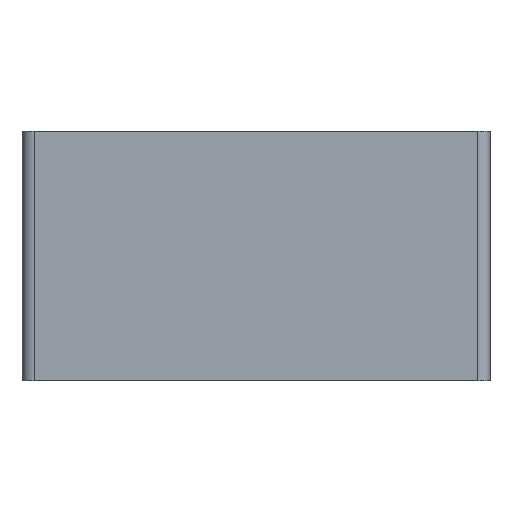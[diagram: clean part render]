
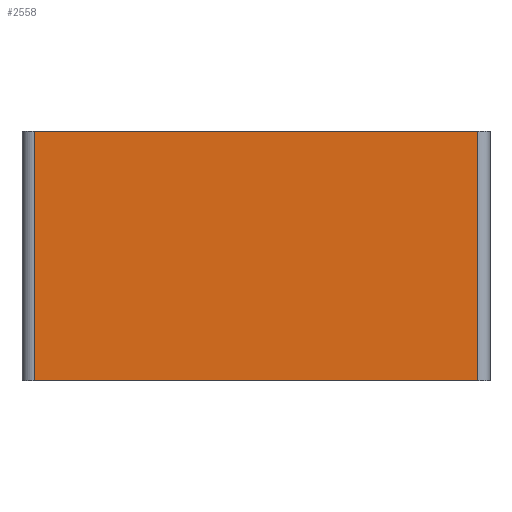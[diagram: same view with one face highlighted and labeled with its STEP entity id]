
A CAD part, left-side view. The second image highlights one B-rep face of the part: STEP entity #2558.
In plain terms, the highlighted planar face has unit normal (-1, 0, 0).
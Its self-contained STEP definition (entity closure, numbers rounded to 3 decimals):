
#1554 = PLANE('',#1555);
#1555 = AXIS2_PLACEMENT_3D('',#1556,#1557,#1558);
#1556 = CARTESIAN_POINT('',(-55.,-37.5,-1.3));
#1557 = DIRECTION('',(0.,0.,1.));
#1558 = DIRECTION('',(1.,0.,0.));
#2116 = EDGE_CURVE('',#2117,#2119,#2121,.T.);
#2117 = VERTEX_POINT('',#2118);
#2118 = CARTESIAN_POINT('',(-56.3,36.8,-1.3));
#2119 = VERTEX_POINT('',#2120);
#2120 = CARTESIAN_POINT('',(-56.3,-36.8,-1.3));
#2121 = SURFACE_CURVE('',#2122,(#2126,#2133),.PCURVE_S1.);
#2122 = LINE('',#2123,#2124);
#2123 = CARTESIAN_POINT('',(-56.3,-37.5,-1.3));
#2124 = VECTOR('',#2125,1.);
#2125 = DIRECTION('',(0.,-1.,0.));
#2126 = PCURVE('',#1554,#2127);
#2127 = DEFINITIONAL_REPRESENTATION('',(#2128),#2132);
#2128 = LINE('',#2129,#2130);
#2129 = CARTESIAN_POINT('',(-1.3,0.));
#2130 = VECTOR('',#2131,1.);
#2131 = DIRECTION('',(0.,-1.));
#2132 = ( GEOMETRIC_REPRESENTATION_CONTEXT(2) 
PARAMETRIC_REPRESENTATION_CONTEXT() REPRESENTATION_CONTEXT('2D SPACE',''
  ) );
#2133 = PCURVE('',#2134,#2139);
#2134 = PLANE('',#2135);
#2135 = AXIS2_PLACEMENT_3D('',#2136,#2137,#2138);
#2136 = CARTESIAN_POINT('',(-56.3,-37.5,0.));
#2137 = DIRECTION('',(1.,0.,0.));
#2138 = DIRECTION('',(0.,0.,1.));
#2139 = DEFINITIONAL_REPRESENTATION('',(#2140),#2144);
#2140 = LINE('',#2141,#2142);
#2141 = CARTESIAN_POINT('',(-1.3,0.));
#2142 = VECTOR('',#2143,1.);
#2143 = DIRECTION('',(0.,1.));
#2144 = ( GEOMETRIC_REPRESENTATION_CONTEXT(2) 
PARAMETRIC_REPRESENTATION_CONTEXT() REPRESENTATION_CONTEXT('2D SPACE',''
  ) );
#2163 = CYLINDRICAL_SURFACE('',#2164,2.);
#2164 = AXIS2_PLACEMENT_3D('',#2165,#2166,#2167);
#2165 = CARTESIAN_POINT('',(-54.3,-36.8,-1.3));
#2166 = DIRECTION('',(0.,0.,1.));
#2167 = DIRECTION('',(-1.,0.,0.));
#2336 = CYLINDRICAL_SURFACE('',#2337,2.);
#2337 = AXIS2_PLACEMENT_3D('',#2338,#2339,#2340);
#2338 = CARTESIAN_POINT('',(-54.3,36.8,-1.3));
#2339 = DIRECTION('',(0.,0.,1.));
#2340 = DIRECTION('',(-1.,0.,0.));
#2379 = PLANE('',#2380);
#2380 = AXIS2_PLACEMENT_3D('',#2381,#2382,#2383);
#2381 = CARTESIAN_POINT('',(-55.,-37.5,40.));
#2382 = DIRECTION('',(0.,0.,1.));
#2383 = DIRECTION('',(1.,0.,0.));
#2558 = ADVANCED_FACE('',(#2559),#2134,.F.);
#2559 = FACE_BOUND('',#2560,.F.);
#2560 = EDGE_LOOP('',(#2561,#2562,#2585,#2608));
#2561 = ORIENTED_EDGE('',*,*,#2116,.F.);
#2562 = ORIENTED_EDGE('',*,*,#2563,.T.);
#2563 = EDGE_CURVE('',#2117,#2564,#2566,.T.);
#2564 = VERTEX_POINT('',#2565);
#2565 = CARTESIAN_POINT('',(-56.3,36.8,40.));
#2566 = SURFACE_CURVE('',#2567,(#2571,#2578),.PCURVE_S1.);
#2567 = LINE('',#2568,#2569);
#2568 = CARTESIAN_POINT('',(-56.3,36.8,-1.3));
#2569 = VECTOR('',#2570,1.);
#2570 = DIRECTION('',(0.,0.,1.));
#2571 = PCURVE('',#2134,#2572);
#2572 = DEFINITIONAL_REPRESENTATION('',(#2573),#2577);
#2573 = LINE('',#2574,#2575);
#2574 = CARTESIAN_POINT('',(-1.3,-74.3));
#2575 = VECTOR('',#2576,1.);
#2576 = DIRECTION('',(1.,0.));
#2577 = ( GEOMETRIC_REPRESENTATION_CONTEXT(2) 
PARAMETRIC_REPRESENTATION_CONTEXT() REPRESENTATION_CONTEXT('2D SPACE',''
  ) );
#2578 = PCURVE('',#2336,#2579);
#2579 = DEFINITIONAL_REPRESENTATION('',(#2580),#2584);
#2580 = LINE('',#2581,#2582);
#2581 = CARTESIAN_POINT('',(-0.,0.));
#2582 = VECTOR('',#2583,1.);
#2583 = DIRECTION('',(-0.,1.));
#2584 = ( GEOMETRIC_REPRESENTATION_CONTEXT(2) 
PARAMETRIC_REPRESENTATION_CONTEXT() REPRESENTATION_CONTEXT('2D SPACE',''
  ) );
#2585 = ORIENTED_EDGE('',*,*,#2586,.F.);
#2586 = EDGE_CURVE('',#2587,#2564,#2589,.T.);
#2587 = VERTEX_POINT('',#2588);
#2588 = CARTESIAN_POINT('',(-56.3,-36.8,40.));
#2589 = SURFACE_CURVE('',#2590,(#2594,#2601),.PCURVE_S1.);
#2590 = LINE('',#2591,#2592);
#2591 = CARTESIAN_POINT('',(-56.3,-37.5,40.));
#2592 = VECTOR('',#2593,1.);
#2593 = DIRECTION('',(0.,1.,0.));
#2594 = PCURVE('',#2134,#2595);
#2595 = DEFINITIONAL_REPRESENTATION('',(#2596),#2600);
#2596 = LINE('',#2597,#2598);
#2597 = CARTESIAN_POINT('',(40.,0.));
#2598 = VECTOR('',#2599,1.);
#2599 = DIRECTION('',(0.,-1.));
#2600 = ( GEOMETRIC_REPRESENTATION_CONTEXT(2) 
PARAMETRIC_REPRESENTATION_CONTEXT() REPRESENTATION_CONTEXT('2D SPACE',''
  ) );
#2601 = PCURVE('',#2379,#2602);
#2602 = DEFINITIONAL_REPRESENTATION('',(#2603),#2607);
#2603 = LINE('',#2604,#2605);
#2604 = CARTESIAN_POINT('',(-1.3,0.));
#2605 = VECTOR('',#2606,1.);
#2606 = DIRECTION('',(0.,1.));
#2607 = ( GEOMETRIC_REPRESENTATION_CONTEXT(2) 
PARAMETRIC_REPRESENTATION_CONTEXT() REPRESENTATION_CONTEXT('2D SPACE',''
  ) );
#2608 = ORIENTED_EDGE('',*,*,#2609,.F.);
#2609 = EDGE_CURVE('',#2119,#2587,#2610,.T.);
#2610 = SURFACE_CURVE('',#2611,(#2615,#2622),.PCURVE_S1.);
#2611 = LINE('',#2612,#2613);
#2612 = CARTESIAN_POINT('',(-56.3,-36.8,-1.3));
#2613 = VECTOR('',#2614,1.);
#2614 = DIRECTION('',(0.,0.,1.));
#2615 = PCURVE('',#2134,#2616);
#2616 = DEFINITIONAL_REPRESENTATION('',(#2617),#2621);
#2617 = LINE('',#2618,#2619);
#2618 = CARTESIAN_POINT('',(-1.3,-0.7));
#2619 = VECTOR('',#2620,1.);
#2620 = DIRECTION('',(1.,0.));
#2621 = ( GEOMETRIC_REPRESENTATION_CONTEXT(2) 
PARAMETRIC_REPRESENTATION_CONTEXT() REPRESENTATION_CONTEXT('2D SPACE',''
  ) );
#2622 = PCURVE('',#2163,#2623);
#2623 = DEFINITIONAL_REPRESENTATION('',(#2624),#2628);
#2624 = LINE('',#2625,#2626);
#2625 = CARTESIAN_POINT('',(0.,0.));
#2626 = VECTOR('',#2627,1.);
#2627 = DIRECTION('',(0.,1.));
#2628 = ( GEOMETRIC_REPRESENTATION_CONTEXT(2) 
PARAMETRIC_REPRESENTATION_CONTEXT() REPRESENTATION_CONTEXT('2D SPACE',''
  ) );
